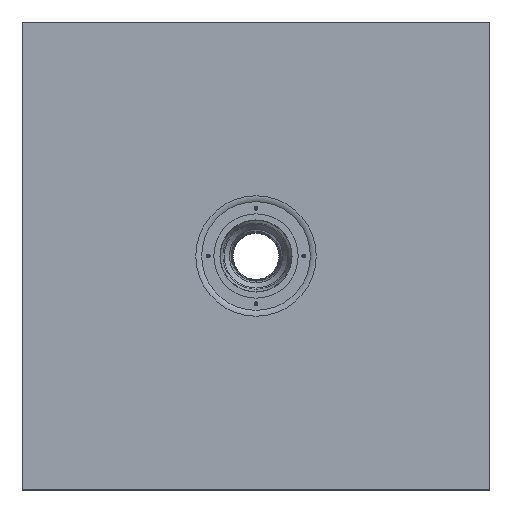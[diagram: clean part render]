
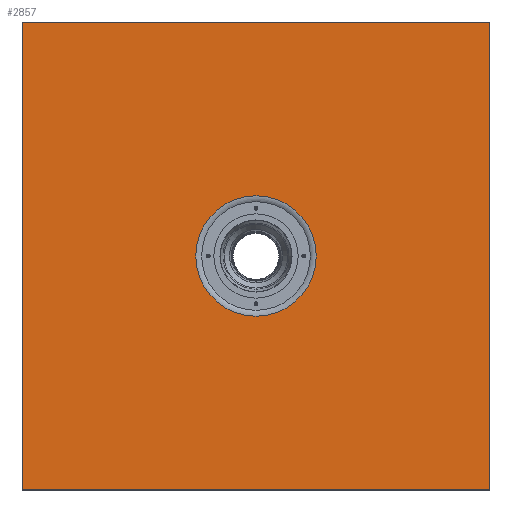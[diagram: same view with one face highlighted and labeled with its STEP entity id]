
A CAD part, top view. The second image highlights one B-rep face of the part: STEP entity #2857.
In plain terms, the highlighted planar face has unit normal (0, 0, 1).
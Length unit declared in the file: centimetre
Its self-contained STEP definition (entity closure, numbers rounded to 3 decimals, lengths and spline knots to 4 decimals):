
#113=FACE_BOUND('',#591,.T.);
#133=PLANE('',#3359);
#381=FACE_OUTER_BOUND('',#590,.T.);
#590=EDGE_LOOP('',(#2611,#2612,#2613,#2614));
#591=EDGE_LOOP('',(#2615));
#680=LINE('',#5495,#772);
#681=LINE('',#5497,#773);
#682=LINE('',#5499,#774);
#683=LINE('',#5500,#775);
#772=VECTOR('',#4429,1.);
#773=VECTOR('',#4430,1.);
#774=VECTOR('',#4431,1.);
#775=VECTOR('',#4432,1.);
#1077=CIRCLE('',#3329,64.3137);
#1341=VERTEX_POINT('',#5441);
#1356=VERTEX_POINT('',#5493);
#1357=VERTEX_POINT('',#5494);
#1358=VERTEX_POINT('',#5496);
#1359=VERTEX_POINT('',#5498);
#1751=EDGE_CURVE('',#1341,#1341,#1077,.T.);
#1776=EDGE_CURVE('',#1356,#1357,#680,.T.);
#1777=EDGE_CURVE('',#1358,#1356,#681,.T.);
#1778=EDGE_CURVE('',#1359,#1358,#682,.T.);
#1779=EDGE_CURVE('',#1357,#1359,#683,.T.);
#2611=ORIENTED_EDGE('',*,*,#1776,.F.);
#2612=ORIENTED_EDGE('',*,*,#1777,.F.);
#2613=ORIENTED_EDGE('',*,*,#1778,.F.);
#2614=ORIENTED_EDGE('',*,*,#1779,.F.);
#2615=ORIENTED_EDGE('',*,*,#1751,.T.);
#2857=ADVANCED_FACE('',(#381,#113),#133,.T.);
#3329=AXIS2_PLACEMENT_3D('',#5442,#4361,#4362);
#3359=AXIS2_PLACEMENT_3D('',#5492,#4427,#4428);
#4361=DIRECTION('center_axis',(0.,0.,-1.));
#4362=DIRECTION('ref_axis',(1.,0.,0.));
#4427=DIRECTION('center_axis',(0.,0.,1.));
#4428=DIRECTION('ref_axis',(-1.,0.,0.));
#4429=DIRECTION('',(0.,1.,0.));
#4430=DIRECTION('',(-1.,0.,0.));
#4431=DIRECTION('',(0.,-1.,0.));
#4432=DIRECTION('',(1.,0.,0.));
#5441=CARTESIAN_POINT('',(484.2146,102.634,269.7695));
#5442=CARTESIAN_POINT('Origin',(484.2146,166.9477,269.7695));
#5492=CARTESIAN_POINT('Origin',(484.2146,166.9477,269.7695));
#5493=CARTESIAN_POINT('',(234.2146,-83.0523,269.7695));
#5494=CARTESIAN_POINT('',(234.2146,416.9477,269.7695));
#5495=CARTESIAN_POINT('',(234.2146,166.9477,269.7695));
#5496=CARTESIAN_POINT('',(734.2146,-83.0523,269.7695));
#5497=CARTESIAN_POINT('',(484.2146,-83.0523,269.7695));
#5498=CARTESIAN_POINT('',(734.2146,416.9477,269.7695));
#5499=CARTESIAN_POINT('',(734.2146,166.9477,269.7695));
#5500=CARTESIAN_POINT('',(484.2146,416.9477,269.7695));
